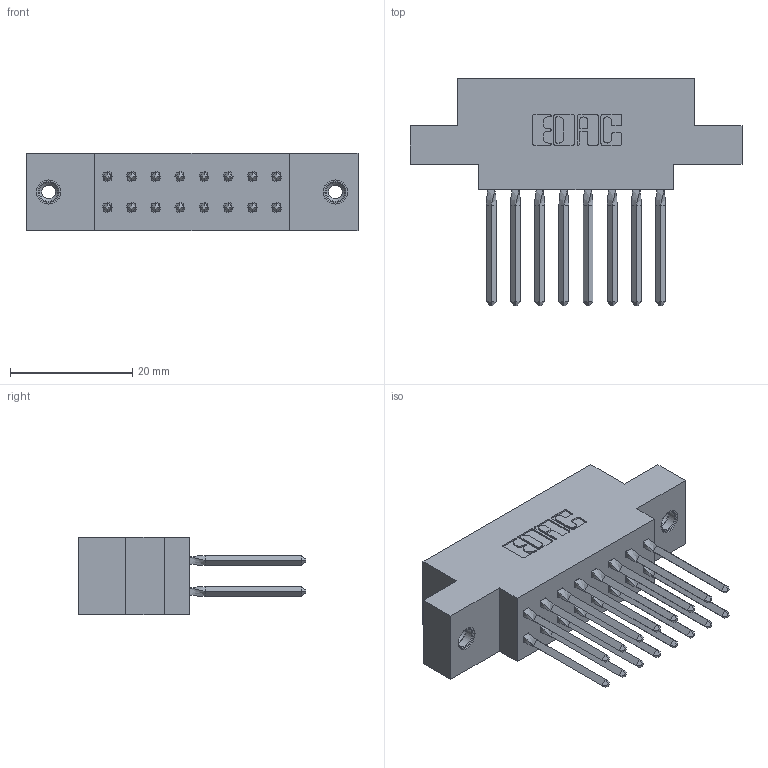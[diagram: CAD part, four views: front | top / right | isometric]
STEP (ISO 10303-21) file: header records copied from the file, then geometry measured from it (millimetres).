
FILE_DESCRIPTION (( 'STEP AP203' ), '1' );
FILE_NAME ('317-016-540-808.STEP', '2020-02-27T15:22:57', ( '' ), ( '' ), 'SwSTEP 2.0', 'SolidWorks 2016', '' );
FILE_SCHEMA (( 'CONFIG_CONTROL_DESIGN' ));
Length unit declared in the file: inch
Products named in the file (4): 345-250-001_345-250-003-102; 317-290-001_540; 317-016-540-808; 317 Part_.156 Dia - TI
Assembly tree (19 placements, depth 2):
  317-016-540-808
    317 Part_.156 Dia - TI
    317-290-001_540  x16
    345-250-001_345-250-003-102  x2
Bounding box: 54.41 x 37.34 x 12.7 mm (x, y, z)
Volume: 7975.1 mm3; surface area: 10628 mm2
Topology: 19 solids, 19 shells, 1586 faces, 4363 edges, 2810 vertices
Faces by surface type: plane 1258, cylinder 248, bspline 64, cone 12, torus 4
Entity records: 17493 total; most frequent: CARTESIAN_POINT 3434, ORIENTED_EDGE 2926, DIRECTION 2487, EDGE_CURVE 1463, VECTOR 1187, LINE 1187, VERTEX_POINT 965, AXIS2_PLACEMENT_3D 650
